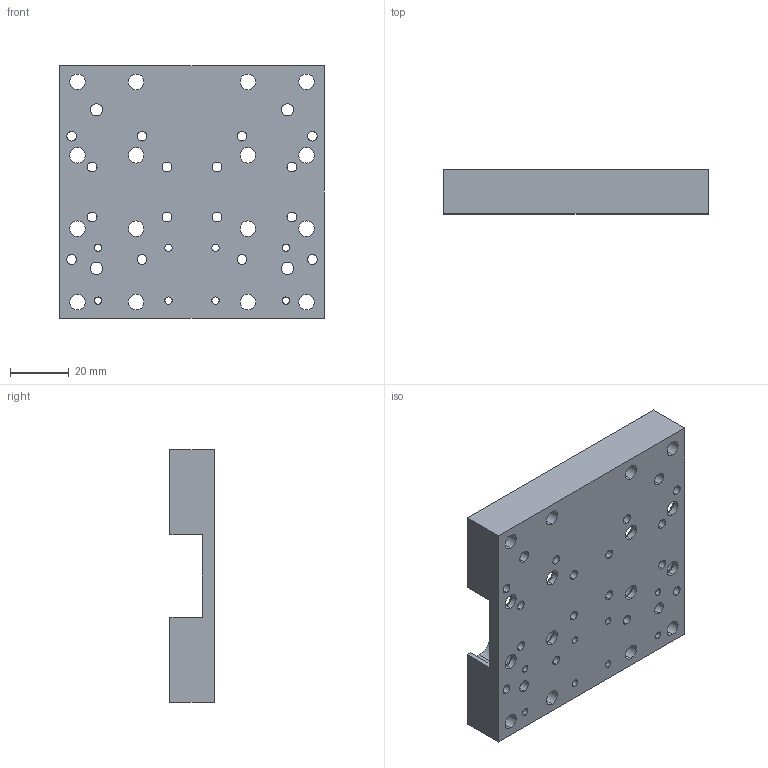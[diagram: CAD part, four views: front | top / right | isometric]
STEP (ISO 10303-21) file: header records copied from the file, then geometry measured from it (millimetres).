
FILE_DESCRIPTION (( 'STEP AP214' ), '1' );
FILE_NAME ('XW-USI-040-A-platine-chariot-Y.STEP', '2020-09-16T12:16:43', ( '' ), ( '' ), 'SwSTEP 2.0', 'SolidWorks 2016', '' );
FILE_SCHEMA (( 'AUTOMOTIVE_DESIGN' ));
Length unit declared in the file: millimetre
Products named in the file (1): XW-USI-040-A-platine-chariot-Y
Bounding box: 90 x 15 x 86 mm (x, y, z)
Volume: 79617.9 mm3; surface area: 26792.2 mm2
Topology: 1 solids, 1 shells, 150 faces, 416 edges, 260 vertices
Faces by surface type: cylinder 100, cone 32, plane 18
Entity records: 5686 total; most frequent: DIRECTION 954, ORIENTED_EDGE 832, CARTESIAN_POINT 827, EDGE_CURVE 416, AXIS2_PLACEMENT_3D 387, VERTEX_POINT 260, CIRCLE 236, EDGE_LOOP 230
